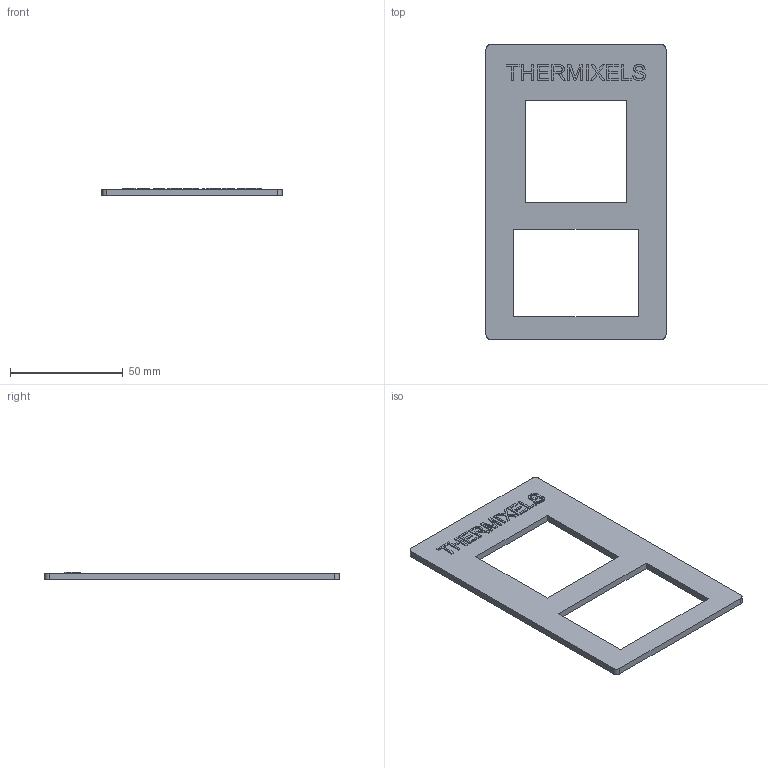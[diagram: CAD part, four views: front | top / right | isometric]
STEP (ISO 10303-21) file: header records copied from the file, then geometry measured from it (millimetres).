
FILE_DESCRIPTION(/* description */ (''),/* implementation_level */ '2;1');
FILE_NAME(/* name */ 'e9b49d9e-b9b3-47c0-8d30-153dfc2bb99c.stp',/* time_stamp */ '2023-09-12T22:16:34Z',/* author */ (''),/* organization */ (''),/* preprocessor_version */ 'ST-DEVELOPER v20',/* originating_system */ 'Autodesk Translation Framework v12.14.0.127',/* authorisation */ '');
FILE_SCHEMA (('AUTOMOTIVE_DESIGN { 1 0 10303 214 3 1 1 }'));
Length unit declared in the file: millimetre
Products named in the file (1): ThermalQR - Faceplate
Bounding box: 80 x 131 x 3.5 mm (x, y, z)
Volume: 18964.1 mm3; surface area: 15132.5 mm2
Topology: 1 solids, 1 shells, 176 faces, 489 edges, 326 vertices
Faces by surface type: plane 117, bspline 55, cylinder 4
Entity records: 6112 total; most frequent: CARTESIAN_POINT 1927, ORIENTED_EDGE 978, DIRECTION 631, EDGE_CURVE 489, LINE 371, VECTOR 371, VERTEX_POINT 326, EDGE_LOOP 191
